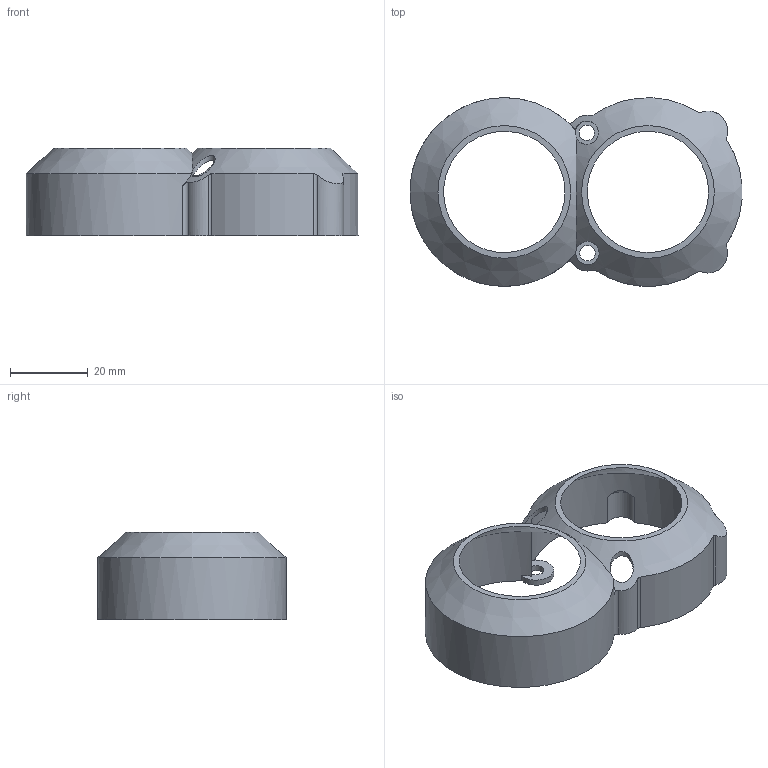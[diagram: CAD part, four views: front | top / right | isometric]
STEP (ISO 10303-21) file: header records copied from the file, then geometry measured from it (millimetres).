
FILE_DESCRIPTION(/* description */ (''),/* implementation_level */ '2;1');
FILE_NAME(/* name */ 'G004173_Cycl_tapaEngranajesXY.stp',/* time_stamp */ '2015-09-04T18:39:20+02:00',/* author */ ('jnazabal'),/* organization */ (''),/* preprocessor_version */ 'ST-DEVELOPER v15.6',/* originating_system */ 'Autodesk Inventor 2015',/* authorisation */ '');
FILE_SCHEMA (('AUTOMOTIVE_DESIGN { 1 0 10303 214 3 1 1 }'));
Length unit declared in the file: millimetre
Products named in the file (1): G004173_Cycl_tapaEngranajesXY
Bounding box: 85.53 x 48.6 x 22.6 mm (x, y, z)
Volume: 6516.6 mm3; surface area: 12730.6 mm2
Topology: 1 solids, 1 shells, 45 faces, 147 edges, 98 vertices
Faces by surface type: cylinder 27, plane 9, cone 6, bspline 3
Full cylindrical faces by diameter (mm): 4 x2, 6 x2
Entity records: 1942 total; most frequent: CARTESIAN_POINT 713, ORIENTED_EDGE 260, DIRECTION 243, EDGE_CURVE 130, AXIS2_PLACEMENT_3D 105, VERTEX_POINT 90, CIRCLE 62, EDGE_LOOP 60
